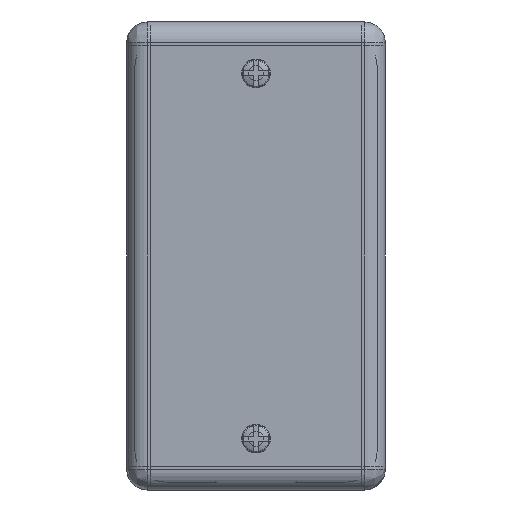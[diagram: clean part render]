
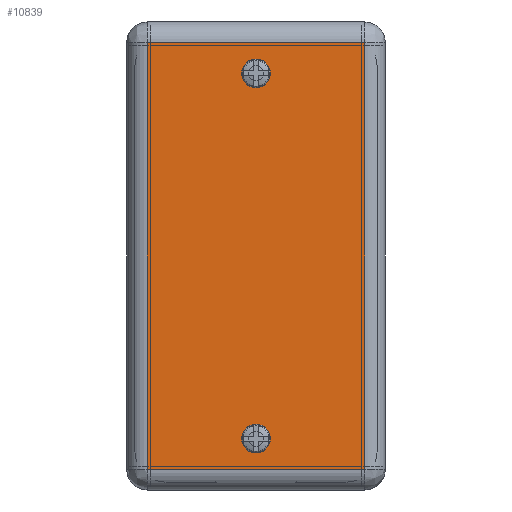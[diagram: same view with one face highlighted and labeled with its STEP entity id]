
A CAD part, left-side view. The second image highlights one B-rep face of the part: STEP entity #10839.
In plain terms, the highlighted planar face has unit normal (-1, 0, 0).
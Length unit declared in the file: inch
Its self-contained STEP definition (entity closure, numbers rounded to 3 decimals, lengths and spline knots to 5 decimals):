
#258 = DIRECTION ( 'NONE',  ( 0., 0., 1. ) ) ;
#621 = DIRECTION ( 'NONE',  ( 0., 0., 1. ) ) ;
#825 = FACE_BOUND ( 'NONE', #9153, .T. ) ;
#964 = CARTESIAN_POINT ( 'NONE',  ( -2.735, -0.9725, -1.885 ) ) ;
#1112 = DIRECTION ( 'NONE',  ( 0., 0., -1. ) ) ;
#1413 = CARTESIAN_POINT ( 'NONE',  ( -2.735, 0.9725, -1.885 ) ) ;
#1552 = VERTEX_POINT ( 'NONE', #3479 ) ;
#1593 = DIRECTION ( 'NONE',  ( -1., 0., 0. ) ) ;
#1628 = CARTESIAN_POINT ( 'NONE',  ( -2.735, 0., 1.66 ) ) ;
#1865 = DIRECTION ( 'NONE',  ( 1., 0., 0. ) ) ;
#2124 = VERTEX_POINT ( 'NONE', #964 ) ;
#2139 = EDGE_CURVE ( 'NONE', #3526, #7435, #8022, .T. ) ;
#2235 = VERTEX_POINT ( 'NONE', #6321 ) ;
#2344 = EDGE_CURVE ( 'NONE', #1552, #9792, #6914, .T. ) ;
#2369 = FACE_BOUND ( 'NONE', #10450, .T. ) ;
#2450 = EDGE_CURVE ( 'NONE', #9792, #1552, #8199, .T. ) ;
#2520 = AXIS2_PLACEMENT_3D ( 'NONE', #11489, #1593, #2536 ) ;
#2536 = DIRECTION ( 'NONE',  ( 0., 0., 1. ) ) ;
#2604 = CARTESIAN_POINT ( 'NONE',  ( -2.735, 0., -1.61 ) ) ;
#2638 = DIRECTION ( 'NONE',  ( 0., 0., 1. ) ) ;
#2732 = ORIENTED_EDGE ( 'NONE', *, *, #10194, .T. ) ;
#2845 = EDGE_CURVE ( 'NONE', #7435, #3526, #10701, .T. ) ;
#3028 = EDGE_CURVE ( 'NONE', #3237, #2124, #3839, .T. ) ;
#3167 = AXIS2_PLACEMENT_3D ( 'NONE', #2604, #5288, #9680 ) ;
#3236 = CARTESIAN_POINT ( 'NONE',  ( -2.735, 0., 1.935 ) ) ;
#3237 = VERTEX_POINT ( 'NONE', #1413 ) ;
#3375 = DIRECTION ( 'NONE',  ( 1., 0., 0. ) ) ;
#3463 = FACE_OUTER_BOUND ( 'NONE', #8741, .T. ) ;
#3479 = CARTESIAN_POINT ( 'NONE',  ( -2.735, 0.12436, -1.61 ) ) ;
#3526 = VERTEX_POINT ( 'NONE', #6367 ) ;
#3607 = EDGE_CURVE ( 'NONE', #7075, #2235, #10104, .T. ) ;
#3839 = LINE ( 'NONE', #5668, #6806 ) ;
#5288 = DIRECTION ( 'NONE',  ( 1., 0., 0. ) ) ;
#5353 = CARTESIAN_POINT ( 'NONE',  ( -2.735, -0.9725, 1.935 ) ) ;
#5485 = ORIENTED_EDGE ( 'NONE', *, *, #2344, .T. ) ;
#5569 = ORIENTED_EDGE ( 'NONE', *, *, #3028, .T. ) ;
#5625 = CARTESIAN_POINT ( 'NONE',  ( -2.735, 0.9725, 2.12 ) ) ;
#5662 = AXIS2_PLACEMENT_3D ( 'NONE', #1628, #1865, #2638 ) ;
#5668 = CARTESIAN_POINT ( 'NONE',  ( -2.735, 0., -1.885 ) ) ;
#5875 = DIRECTION ( 'NONE',  ( 0., 0., 1. ) ) ;
#6060 = PLANE ( 'NONE',  #2520 ) ;
#6185 = ORIENTED_EDGE ( 'NONE', *, *, #2845, .T. ) ;
#6321 = CARTESIAN_POINT ( 'NONE',  ( -2.735, 0.9725, 1.935 ) ) ;
#6367 = CARTESIAN_POINT ( 'NONE',  ( -2.735, -0.12436, 1.66 ) ) ;
#6466 = ORIENTED_EDGE ( 'NONE', *, *, #3607, .T. ) ;
#6479 = DIRECTION ( 'NONE',  ( 0., 1., 0. ) ) ;
#6506 = CARTESIAN_POINT ( 'NONE',  ( -2.735, -0.9725, 2.12 ) ) ;
#6528 = VECTOR ( 'NONE', #1112, 39.37008 ) ;
#6806 = VECTOR ( 'NONE', #7416, 39.37008 ) ;
#6846 = ORIENTED_EDGE ( 'NONE', *, *, #2450, .T. ) ;
#6914 = CIRCLE ( 'NONE', #10641, 0.12436 ) ;
#7075 = VERTEX_POINT ( 'NONE', #5353 ) ;
#7416 = DIRECTION ( 'NONE',  ( 0., -1., 0. ) ) ;
#7435 = VERTEX_POINT ( 'NONE', #7800 ) ;
#7800 = CARTESIAN_POINT ( 'NONE',  ( -2.735, 0.12436, 1.66 ) ) ;
#8022 = CIRCLE ( 'NONE', #11398, 0.12436 ) ;
#8199 = CIRCLE ( 'NONE', #3167, 0.12436 ) ;
#8273 = DIRECTION ( 'NONE',  ( 1., 0., 0. ) ) ;
#8741 = EDGE_LOOP ( 'NONE', ( #5569, #11011, #6466, #2732 ) ) ;
#8872 = ORIENTED_EDGE ( 'NONE', *, *, #2139, .T. ) ;
#9046 = VECTOR ( 'NONE', #6479, 39.37008 ) ;
#9153 = EDGE_LOOP ( 'NONE', ( #6846, #5485 ) ) ;
#9159 = CARTESIAN_POINT ( 'NONE',  ( -2.735, 0., 1.66 ) ) ;
#9243 = VECTOR ( 'NONE', #5875, 39.37008 ) ;
#9680 = DIRECTION ( 'NONE',  ( 0., 0., 1. ) ) ;
#9792 = VERTEX_POINT ( 'NONE', #10797 ) ;
#10104 = LINE ( 'NONE', #3236, #9046 ) ;
#10194 = EDGE_CURVE ( 'NONE', #2235, #3237, #10891, .T. ) ;
#10450 = EDGE_LOOP ( 'NONE', ( #8872, #6185 ) ) ;
#10641 = AXIS2_PLACEMENT_3D ( 'NONE', #11395, #3375, #621 ) ;
#10701 = CIRCLE ( 'NONE', #5662, 0.12436 ) ;
#10797 = CARTESIAN_POINT ( 'NONE',  ( -2.735, -0.12436, -1.61 ) ) ;
#10839 = ADVANCED_FACE ( 'NONE', ( #2369, #825, #3463 ), #6060, .T. ) ;
#10891 = LINE ( 'NONE', #5625, #6528 ) ;
#11011 = ORIENTED_EDGE ( 'NONE', *, *, #11097, .T. ) ;
#11097 = EDGE_CURVE ( 'NONE', #2124, #7075, #11188, .T. ) ;
#11188 = LINE ( 'NONE', #6506, #9243 ) ;
#11395 = CARTESIAN_POINT ( 'NONE',  ( -2.735, 0., -1.61 ) ) ;
#11398 = AXIS2_PLACEMENT_3D ( 'NONE', #9159, #8273, #258 ) ;
#11489 = CARTESIAN_POINT ( 'NONE',  ( -2.735, 0., 2.12 ) ) ;
